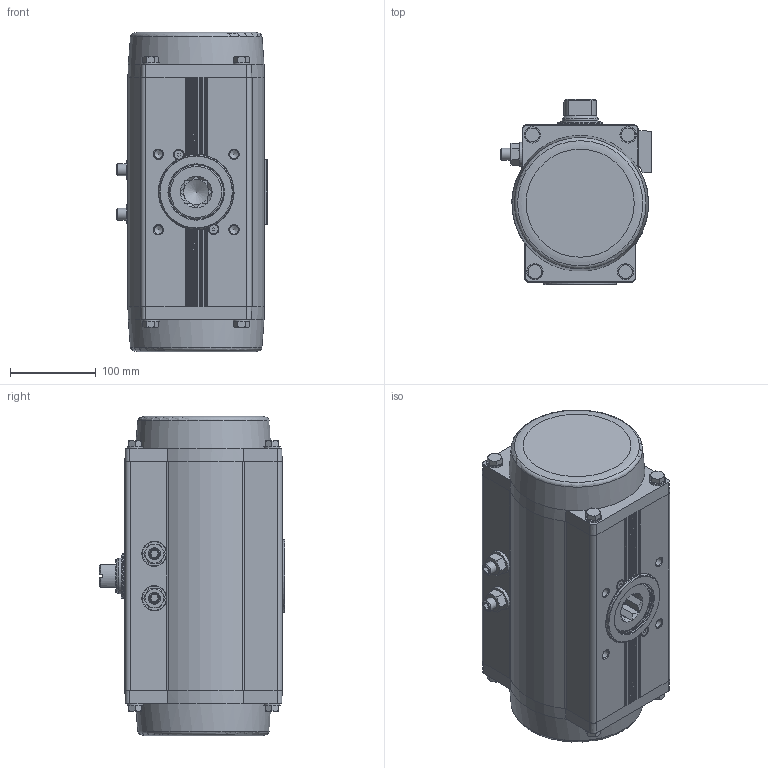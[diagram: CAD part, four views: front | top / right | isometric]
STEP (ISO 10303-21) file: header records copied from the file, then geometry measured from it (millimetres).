
FILE_DESCRIPTION(/* description */ ('STEP AP214'),/* implementation_level */ '2;1');
FILE_NAME(/* name */ '8102863_DFPD-N-480-RP-90-RS35-F12-R3-C',/* time_stamp */ '2024-08-15T20:24:25+02:00',/* author */ ('License CC BY-ND 4.0'),/* organization */ ('CADENAS'),/* preprocessor_version */ 'ST-DEVELOPER v19.3',/* originating_system */ 'PARTsolutions',/* authorisation */ ' ');
FILE_SCHEMA (('AUTOMOTIVE_DESIGN {1 0 10303 214 3 1 1}'));
Length unit declared in the file: millimetre
Products named in the file (7): 8102863 DFPD-N-480-RP-90-RS35-F12-R3-C---(0); 8042192 DFPD-N-480-90-RS-F12-C-----(housing); 8042192 DFPD-480(F10_0)---(shaft); 4167860 SCHEIBE 14.3X28X4-1.4301; DIN 934 - M14(F); 5192465 DFPD-480/700-C--(adj); 8101072 DFPD-CTR-F12--(ctr)
Assembly tree (9 placements, depth 2):
  8102863 DFPD-N-480-RP-90-RS35-F12-R3-C---(0)
    8042192 DFPD-N-480-90-RS-F12-C-----(housing)
    8042192 DFPD-480(F10_0)---(shaft)
    4167860 SCHEIBE 14.3X28X4-1.4301  x2
    DIN 934 - M14(F)  x2
    5192465 DFPD-480/700-C--(adj)  x2
    8101072 DFPD-CTR-F12--(ctr)
Bounding box: 175.83 x 217 x 374.2 mm (x, y, z)
Volume: 9287568.3 mm3; surface area: 396912.8 mm2
Topology: 9 solids, 9 shells, 682 faces, 1612 edges, 1007 vertices
Faces by surface type: plane 369, cone 143, cylinder 128, torus 40, sphere 2
Full cylindrical faces by diameter (mm): 3 x2, 4.134 x8, 4.917 x1, 8.5 x2, 10 x2, 10.106 x4, 10.57 x2, 11.835 x4, 12.4 x1, 14 x2, 14.3 x2, 19 x8, 20.4 x2, 28 x2, 29 x2, 38 x1, 42 x3, 46.5 x1, 49 x2, 53 x2, 55 x1, 62.5 x2, 63 x2, 65 x1, 68 x1, 85 x1, 88 x2
Entity records: 18129 total; most frequent: CARTESIAN_POINT 3766, DIRECTION 2921, ORIENTED_EDGE 2726, EDGE_CURVE 1363, AXIS2_PLACEMENT_3D 1135, VERTEX_POINT 940, FACE_BOUND 883, EDGE_LOOP 873
